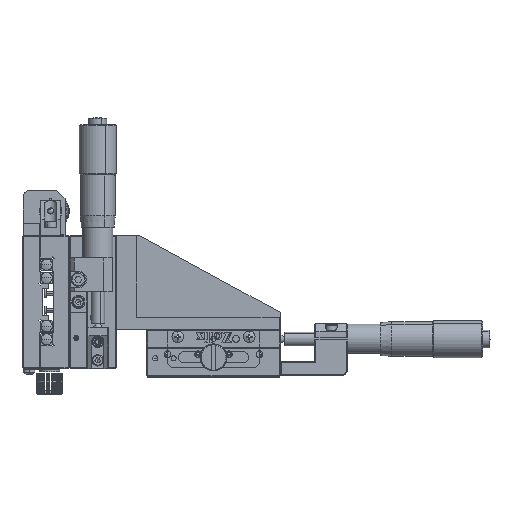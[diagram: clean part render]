
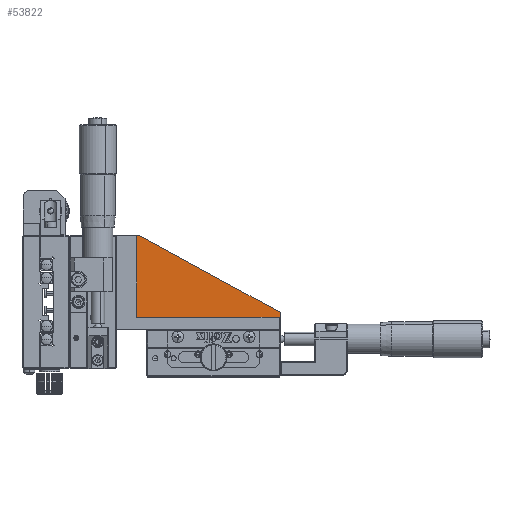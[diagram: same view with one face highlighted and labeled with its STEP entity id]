
A CAD part, top view. The second image highlights one B-rep face of the part: STEP entity #53822.
In plain terms, the highlighted planar face has unit normal (0, 0, 1).
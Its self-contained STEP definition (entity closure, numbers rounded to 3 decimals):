
#2620 = CARTESIAN_POINT ( 'NONE',  ( 35.813, 29.359, 4. ) ) ;
#3357 = ORIENTED_EDGE ( 'NONE', *, *, #3878, .T. ) ;
#3815 = CARTESIAN_POINT ( 'NONE',  ( 35.813, -10.641, 4. ) ) ;
#3878 = EDGE_CURVE ( 'NONE', #18844, #35345, #58290, .T. ) ;
#4623 = EDGE_CURVE ( 'NONE', #51813, #18844, #11531, .T. ) ;
#4999 = CARTESIAN_POINT ( 'NONE',  ( 37.313, 29.359, 4. ) ) ;
#6586 = VECTOR ( 'NONE', #13996, 1000. ) ;
#6618 = CARTESIAN_POINT ( 'NONE',  ( 105.813, -10.641, 4. ) ) ;
#7191 = PLANE ( 'NONE',  #13551 ) ;
#9366 = DIRECTION ( 'NONE',  ( 0., 1., 0. ) ) ;
#10350 = ORIENTED_EDGE ( 'NONE', *, *, #16166, .F. ) ;
#11531 = LINE ( 'NONE', #43974, #41471 ) ;
#12439 = VERTEX_POINT ( 'NONE', #4999 ) ;
#12552 = CARTESIAN_POINT ( 'NONE',  ( 35.813, -10.641, 4. ) ) ;
#13551 = AXIS2_PLACEMENT_3D ( 'NONE', #12552, #33650, #66021 ) ;
#13996 = DIRECTION ( 'NONE',  ( 1., 0., 0. ) ) ;
#15836 = FACE_OUTER_BOUND ( 'NONE', #65467, .T. ) ;
#16166 = EDGE_CURVE ( 'NONE', #51813, #27264, #23499, .T. ) ;
#17056 = DIRECTION ( 'NONE',  ( 0., 1., 0. ) ) ;
#17707 = CARTESIAN_POINT ( 'NONE',  ( 105.813, -10.641, 4. ) ) ;
#18844 = VERTEX_POINT ( 'NONE', #17707 ) ;
#23499 = LINE ( 'NONE', #3815, #50978 ) ;
#26973 = ORIENTED_EDGE ( 'NONE', *, *, #4623, .T. ) ;
#27264 = VERTEX_POINT ( 'NONE', #35631 ) ;
#28925 = LINE ( 'NONE', #59540, #67245 ) ;
#33317 = CARTESIAN_POINT ( 'NONE',  ( 105.813, -8.141, 4. ) ) ;
#33427 = DIRECTION ( 'NONE',  ( -0.877, 0.48, 0. ) ) ;
#33650 = DIRECTION ( 'NONE',  ( 0., 0., -1. ) ) ;
#33655 = EDGE_CURVE ( 'NONE', #35345, #12439, #28925, .T. ) ;
#35345 = VERTEX_POINT ( 'NONE', #33317 ) ;
#35631 = CARTESIAN_POINT ( 'NONE',  ( 35.813, 29.359, 4. ) ) ;
#38362 = DIRECTION ( 'NONE',  ( 1., 0., 0. ) ) ;
#41179 = ORIENTED_EDGE ( 'NONE', *, *, #54971, .F. ) ;
#41471 = VECTOR ( 'NONE', #38362, 1000. ) ;
#43974 = CARTESIAN_POINT ( 'NONE',  ( 35.813, -10.641, 4. ) ) ;
#44032 = LINE ( 'NONE', #2620, #6586 ) ;
#45496 = ORIENTED_EDGE ( 'NONE', *, *, #33655, .T. ) ;
#50978 = VECTOR ( 'NONE', #9366, 1000. ) ;
#51813 = VERTEX_POINT ( 'NONE', #58271 ) ;
#53822 = ADVANCED_FACE ( 'NONE', ( #15836 ), #7191, .F. ) ;
#54073 = VECTOR ( 'NONE', #17056, 1000. ) ;
#54971 = EDGE_CURVE ( 'NONE', #27264, #12439, #44032, .T. ) ;
#58271 = CARTESIAN_POINT ( 'NONE',  ( 35.813, -10.641, 4. ) ) ;
#58290 = LINE ( 'NONE', #6618, #54073 ) ;
#59540 = CARTESIAN_POINT ( 'NONE',  ( 53.007, 20.767, 4. ) ) ;
#65467 = EDGE_LOOP ( 'NONE', ( #3357, #45496, #41179, #10350, #26973 ) ) ;
#66021 = DIRECTION ( 'NONE',  ( 0., 1., 0. ) ) ;
#67245 = VECTOR ( 'NONE', #33427, 1000. ) ;
